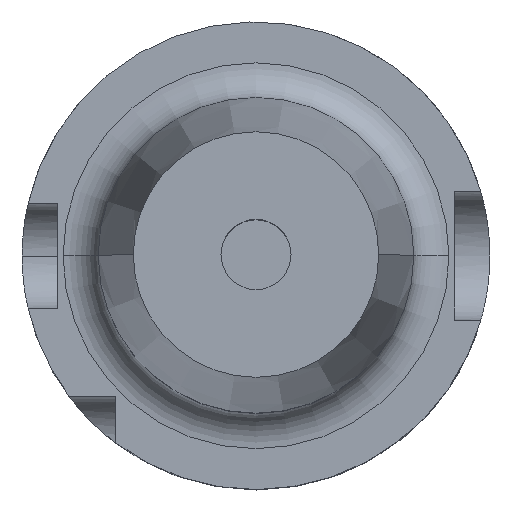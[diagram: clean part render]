
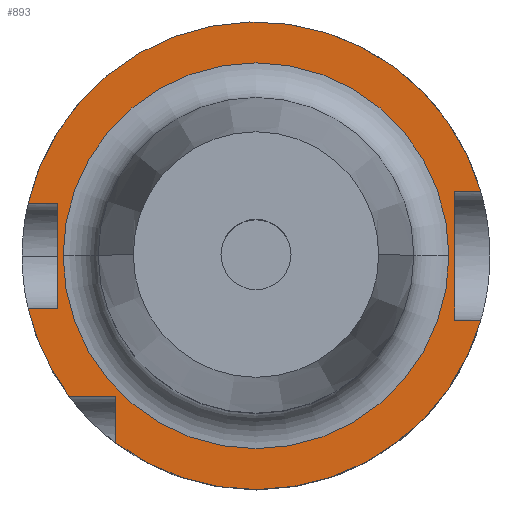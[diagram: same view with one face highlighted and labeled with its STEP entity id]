
A CAD part, top view. The second image highlights one B-rep face of the part: STEP entity #893.
In plain terms, the highlighted planar face has unit normal (0, 0, 1).
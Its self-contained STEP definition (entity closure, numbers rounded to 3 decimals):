
#34 = EDGE_CURVE ( 'NONE', #1753, #1396, #1976, .T. ) ;
#159 = ORIENTED_EDGE ( 'NONE', *, *, #2681, .F. ) ;
#167 = ORIENTED_EDGE ( 'NONE', *, *, #632, .T. ) ;
#179 = VECTOR ( 'NONE', #2407, 1000. ) ;
#245 = VERTEX_POINT ( 'NONE', #2953 ) ;
#310 = VERTEX_POINT ( 'NONE', #1597 ) ;
#365 = EDGE_CURVE ( 'NONE', #245, #1940, #2709, .T. ) ;
#371 = VECTOR ( 'NONE', #1951, 1000. ) ;
#373 = CIRCLE ( 'NONE', #540, 20. ) ;
#417 = DIRECTION ( 'NONE',  ( 0., 0., -1. ) ) ;
#438 = VERTEX_POINT ( 'NONE', #3106 ) ;
#489 = ORIENTED_EDGE ( 'NONE', *, *, #3130, .T. ) ;
#512 = DIRECTION ( 'NONE',  ( 1., 0., 0. ) ) ;
#515 = ORIENTED_EDGE ( 'NONE', *, *, #739, .T. ) ;
#540 = AXIS2_PLACEMENT_3D ( 'NONE', #1906, #729, #1217 ) ;
#619 = DIRECTION ( 'NONE',  ( 0., 0., -1. ) ) ;
#632 = EDGE_CURVE ( 'NONE', #1940, #2556, #1662, .T. ) ;
#635 = CARTESIAN_POINT ( 'NONE',  ( 0., 0., 20. ) ) ;
#636 = DIRECTION ( 'NONE',  ( -1., 0., 0. ) ) ;
#640 = DIRECTION ( 'NONE',  ( 1., 0., 0. ) ) ;
#648 = CIRCLE ( 'NONE', #1216, 16.5 ) ;
#658 = CARTESIAN_POINT ( 'NONE',  ( -12., -12., 20. ) ) ;
#691 = VECTOR ( 'NONE', #640, 1000. ) ;
#692 = DIRECTION ( 'NONE',  ( 0., -1., 0. ) ) ;
#696 = EDGE_CURVE ( 'NONE', #748, #1753, #1501, .T. ) ;
#729 = DIRECTION ( 'NONE',  ( 0., 0., -1. ) ) ;
#733 = EDGE_CURVE ( 'NONE', #1634, #2591, #1587, .T. ) ;
#739 = EDGE_CURVE ( 'NONE', #919, #310, #648, .T. ) ;
#748 = VERTEX_POINT ( 'NONE', #1836 ) ;
#818 = ORIENTED_EDGE ( 'NONE', *, *, #733, .F. ) ;
#826 = CIRCLE ( 'NONE', #1377, 20. ) ;
#858 = CARTESIAN_POINT ( 'NONE',  ( -16.5, 0., 20. ) ) ;
#859 = CARTESIAN_POINT ( 'NONE',  ( 19.229, -5.5, 20. ) ) ;
#877 = DIRECTION ( 'NONE',  ( -1., 0., 0. ) ) ;
#893 = ADVANCED_FACE ( 'NONE', ( #2157, #1742 ), #1339, .F. ) ;
#903 = VECTOR ( 'NONE', #1310, 1000. ) ;
#919 = VERTEX_POINT ( 'NONE', #858 ) ;
#973 = CARTESIAN_POINT ( 'NONE',  ( 0., 0., 20. ) ) ;
#1044 = DIRECTION ( 'NONE',  ( -1., 0., 0. ) ) ;
#1081 = CARTESIAN_POINT ( 'NONE',  ( 19.229, 5.5, 20. ) ) ;
#1117 = CARTESIAN_POINT ( 'NONE',  ( 0., 20., 20. ) ) ;
#1140 = LINE ( 'NONE', #2072, #903 ) ;
#1187 = CARTESIAN_POINT ( 'NONE',  ( -17., 4.5, 20. ) ) ;
#1216 = AXIS2_PLACEMENT_3D ( 'NONE', #2535, #1538, #1044 ) ;
#1217 = DIRECTION ( 'NONE',  ( -1., 0., 0. ) ) ;
#1225 = EDGE_CURVE ( 'NONE', #3049, #2591, #2544, .T. ) ;
#1238 = ORIENTED_EDGE ( 'NONE', *, *, #365, .T. ) ;
#1290 = ORIENTED_EDGE ( 'NONE', *, *, #1307, .F. ) ;
#1307 = EDGE_CURVE ( 'NONE', #438, #2556, #2847, .T. ) ;
#1310 = DIRECTION ( 'NONE',  ( -1., 0., 0. ) ) ;
#1338 = CIRCLE ( 'NONE', #2131, 20. ) ;
#1339 = PLANE ( 'NONE',  #1989 ) ;
#1377 = AXIS2_PLACEMENT_3D ( 'NONE', #1639, #417, #877 ) ;
#1396 = VERTEX_POINT ( 'NONE', #2154 ) ;
#1448 = EDGE_CURVE ( 'NONE', #748, #438, #373, .T. ) ;
#1492 = DIRECTION ( 'NONE',  ( 0., -1., 0. ) ) ;
#1501 = LINE ( 'NONE', #1769, #1897 ) ;
#1522 = AXIS2_PLACEMENT_3D ( 'NONE', #973, #2466, #2440 ) ;
#1538 = DIRECTION ( 'NONE',  ( 0., 0., -1. ) ) ;
#1567 = DIRECTION ( 'NONE',  ( -1., 0., 0. ) ) ;
#1581 = CARTESIAN_POINT ( 'NONE',  ( 27., -5.5, 20. ) ) ;
#1587 = LINE ( 'NONE', #2959, #2972 ) ;
#1597 = CARTESIAN_POINT ( 'NONE',  ( 16.5, 0., 20. ) ) ;
#1634 = VERTEX_POINT ( 'NONE', #1847 ) ;
#1639 = CARTESIAN_POINT ( 'NONE',  ( 0., 0., 20. ) ) ;
#1662 = LINE ( 'NONE', #2859, #371 ) ;
#1742 = FACE_OUTER_BOUND ( 'NONE', #2228, .T. ) ;
#1749 = VERTEX_POINT ( 'NONE', #1081 ) ;
#1753 = VERTEX_POINT ( 'NONE', #2588 ) ;
#1765 = EDGE_LOOP ( 'NONE', ( #515, #489 ) ) ;
#1769 = CARTESIAN_POINT ( 'NONE',  ( -22., -12., 20. ) ) ;
#1775 = CARTESIAN_POINT ( 'NONE',  ( -17., -4.5, 20. ) ) ;
#1836 = CARTESIAN_POINT ( 'NONE',  ( -16., -12., 20. ) ) ;
#1838 = EDGE_CURVE ( 'NONE', #3049, #1396, #1338, .T. ) ;
#1847 = CARTESIAN_POINT ( 'NONE',  ( 17., 5.5, 20. ) ) ;
#1892 = VECTOR ( 'NONE', #1567, 1000. ) ;
#1897 = VECTOR ( 'NONE', #512, 1000. ) ;
#1906 = CARTESIAN_POINT ( 'NONE',  ( 0., 0., 20. ) ) ;
#1940 = VERTEX_POINT ( 'NONE', #1187 ) ;
#1951 = DIRECTION ( 'NONE',  ( 0., -1., 0. ) ) ;
#1976 = LINE ( 'NONE', #658, #3008 ) ;
#1982 = CIRCLE ( 'NONE', #1522, 16.5 ) ;
#1989 = AXIS2_PLACEMENT_3D ( 'NONE', #1117, #619, #636 ) ;
#2072 = CARTESIAN_POINT ( 'NONE',  ( 27., 5.5, 20. ) ) ;
#2108 = CARTESIAN_POINT ( 'NONE',  ( -27., -4.5, 20. ) ) ;
#2131 = AXIS2_PLACEMENT_3D ( 'NONE', #635, #2831, #2380 ) ;
#2154 = CARTESIAN_POINT ( 'NONE',  ( -12., -16., 20. ) ) ;
#2157 = FACE_BOUND ( 'NONE', #1765, .T. ) ;
#2191 = ORIENTED_EDGE ( 'NONE', *, *, #696, .T. ) ;
#2228 = EDGE_LOOP ( 'NONE', ( #2936, #2191, #2551, #3029, #2948, #818, #3141, #159, #1238, #167, #1290 ) ) ;
#2380 = DIRECTION ( 'NONE',  ( -1., 0., 0. ) ) ;
#2407 = DIRECTION ( 'NONE',  ( 1., 0., 0. ) ) ;
#2440 = DIRECTION ( 'NONE',  ( -1., 0., 0. ) ) ;
#2466 = DIRECTION ( 'NONE',  ( 0., 0., -1. ) ) ;
#2535 = CARTESIAN_POINT ( 'NONE',  ( 0., 0., 20. ) ) ;
#2544 = LINE ( 'NONE', #1581, #1892 ) ;
#2551 = ORIENTED_EDGE ( 'NONE', *, *, #34, .T. ) ;
#2556 = VERTEX_POINT ( 'NONE', #1775 ) ;
#2588 = CARTESIAN_POINT ( 'NONE',  ( -12., -12., 20. ) ) ;
#2591 = VERTEX_POINT ( 'NONE', #3070 ) ;
#2642 = EDGE_CURVE ( 'NONE', #1749, #1634, #1140, .T. ) ;
#2681 = EDGE_CURVE ( 'NONE', #245, #1749, #826, .T. ) ;
#2709 = LINE ( 'NONE', #2904, #691 ) ;
#2831 = DIRECTION ( 'NONE',  ( 0., 0., -1. ) ) ;
#2847 = LINE ( 'NONE', #2108, #179 ) ;
#2859 = CARTESIAN_POINT ( 'NONE',  ( -17., 4.5, 20. ) ) ;
#2904 = CARTESIAN_POINT ( 'NONE',  ( -27., 4.5, 20. ) ) ;
#2936 = ORIENTED_EDGE ( 'NONE', *, *, #1448, .F. ) ;
#2948 = ORIENTED_EDGE ( 'NONE', *, *, #1225, .T. ) ;
#2953 = CARTESIAN_POINT ( 'NONE',  ( -19.487, 4.5, 20. ) ) ;
#2959 = CARTESIAN_POINT ( 'NONE',  ( 17., 5.5, 20. ) ) ;
#2972 = VECTOR ( 'NONE', #1492, 1000. ) ;
#3008 = VECTOR ( 'NONE', #692, 1000. ) ;
#3029 = ORIENTED_EDGE ( 'NONE', *, *, #1838, .F. ) ;
#3049 = VERTEX_POINT ( 'NONE', #859 ) ;
#3070 = CARTESIAN_POINT ( 'NONE',  ( 17., -5.5, 20. ) ) ;
#3106 = CARTESIAN_POINT ( 'NONE',  ( -19.487, -4.5, 20. ) ) ;
#3130 = EDGE_CURVE ( 'NONE', #310, #919, #1982, .T. ) ;
#3141 = ORIENTED_EDGE ( 'NONE', *, *, #2642, .F. ) ;
